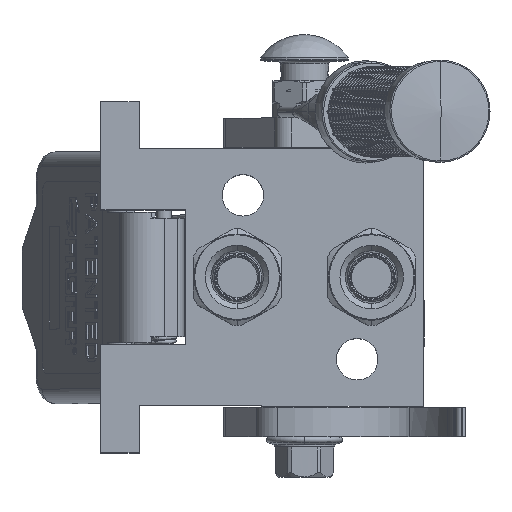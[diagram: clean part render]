
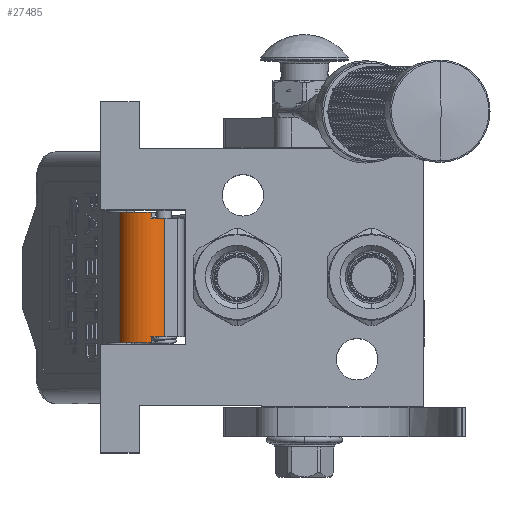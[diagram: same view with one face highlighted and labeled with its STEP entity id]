
A CAD part, top view. The second image highlights one B-rep face of the part: STEP entity #27485.
In plain terms, the highlighted cylindrical face has radius 9.5 mm (diameter 19 mm), a partial arc.
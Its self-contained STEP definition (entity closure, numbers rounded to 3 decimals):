
#624 = CIRCLE ( 'NONE', #148653, 9.5 ) ;
#5488 = CARTESIAN_POINT ( 'NONE',  ( -22.25, 0., -56.881 ) ) ;
#6184 = CARTESIAN_POINT ( 'NONE',  ( -20.25, -1.5, -47.5 ) ) ;
#10648 = DIRECTION ( 'NONE',  ( 0., -1., 0. ) ) ;
#10684 = LINE ( 'NONE', #20390, #149339 ) ;
#14943 = DIRECTION ( 'NONE',  ( 1., 0., 0. ) ) ;
#17183 = CARTESIAN_POINT ( 'NONE',  ( -22.25, -1.5, -47.5 ) ) ;
#18372 = DIRECTION ( 'NONE',  ( 0., 0.158, -0.987 ) ) ;
#18546 = AXIS2_PLACEMENT_3D ( 'NONE', #167058, #14943, #86640 ) ;
#20390 = CARTESIAN_POINT ( 'NONE',  ( -22.25, 0., -56.881 ) ) ;
#22645 = ORIENTED_EDGE ( 'NONE', *, *, #30735, .F. ) ;
#24184 = ORIENTED_EDGE ( 'NONE', *, *, #82227, .T. ) ;
#27317 = CARTESIAN_POINT ( 'NONE',  ( 20.25, -5.154, -56.269 ) ) ;
#27485 = ADVANCED_FACE ( 'NONE', ( #120784 ), #85053, .T. ) ;
#29082 = LINE ( 'NONE', #142271, #62641 ) ;
#29708 = EDGE_LOOP ( 'NONE', ( #22645, #170930, #100093, #71537, #24184, #90331, #78939, #109802 ) ) ;
#30735 = EDGE_CURVE ( 'NONE', #55553, #162738, #150534, .T. ) ;
#35921 = VECTOR ( 'NONE', #137621, 1000. ) ;
#37664 = AXIS2_PLACEMENT_3D ( 'NONE', #103514, #117004, #10648 ) ;
#38898 = VERTEX_POINT ( 'NONE', #126688 ) ;
#40489 = CIRCLE ( 'NONE', #162476, 9.5 ) ;
#44389 = VECTOR ( 'NONE', #97572, 1000. ) ;
#46648 = DIRECTION ( 'NONE',  ( 1., 0., 0. ) ) ;
#48639 = LINE ( 'NONE', #71091, #44389 ) ;
#51888 = EDGE_CURVE ( 'NONE', #97849, #116222, #48639, .T. ) ;
#55553 = VERTEX_POINT ( 'NONE', #98359 ) ;
#58560 = DIRECTION ( 'NONE',  ( 1., 0., 0. ) ) ;
#59366 = CARTESIAN_POINT ( 'NONE',  ( 22.25, 8., -47.5 ) ) ;
#62641 = VECTOR ( 'NONE', #92933, 1000. ) ;
#66369 = CARTESIAN_POINT ( 'NONE',  ( 20.25, -1.5, -47.5 ) ) ;
#68730 = EDGE_CURVE ( 'NONE', #55553, #137050, #112301, .T. ) ;
#70020 = EDGE_CURVE ( 'NONE', #173721, #38898, #624, .T. ) ;
#71091 = CARTESIAN_POINT ( 'NONE',  ( 20.25, 0., -56.881 ) ) ;
#71537 = ORIENTED_EDGE ( 'NONE', *, *, #70020, .T. ) ;
#78939 = ORIENTED_EDGE ( 'NONE', *, *, #51888, .F. ) ;
#81582 = CARTESIAN_POINT ( 'NONE',  ( -20.25, 0., -56.881 ) ) ;
#82227 = EDGE_CURVE ( 'NONE', #38898, #107534, #29082, .T. ) ;
#85053 = CYLINDRICAL_SURFACE ( 'NONE', #37664, 9.5 ) ;
#86640 = DIRECTION ( 'NONE',  ( 0., 0.158, -0.987 ) ) ;
#87428 = CARTESIAN_POINT ( 'NONE',  ( 22.25, 0., -56.881 ) ) ;
#88235 = EDGE_CURVE ( 'NONE', #162738, #97849, #40489, .T. ) ;
#90331 = ORIENTED_EDGE ( 'NONE', *, *, #102360, .F. ) ;
#92933 = DIRECTION ( 'NONE',  ( 1., 0., 0. ) ) ;
#93941 = CIRCLE ( 'NONE', #18546, 9.5 ) ;
#97572 = DIRECTION ( 'NONE',  ( 1., 0., 0. ) ) ;
#97849 = VERTEX_POINT ( 'NONE', #163899 ) ;
#98359 = CARTESIAN_POINT ( 'NONE',  ( -20.25, -5.154, -56.269 ) ) ;
#100093 = ORIENTED_EDGE ( 'NONE', *, *, #130981, .F. ) ;
#102360 = EDGE_CURVE ( 'NONE', #116222, #107534, #93941, .T. ) ;
#102405 = AXIS2_PLACEMENT_3D ( 'NONE', #6184, #46648, #140630 ) ;
#103514 = CARTESIAN_POINT ( 'NONE',  ( -22.25, -1.5, -47.5 ) ) ;
#107534 = VERTEX_POINT ( 'NONE', #59366 ) ;
#109802 = ORIENTED_EDGE ( 'NONE', *, *, #88235, .F. ) ;
#112301 = CIRCLE ( 'NONE', #102405, 9.5 ) ;
#116222 = VERTEX_POINT ( 'NONE', #87428 ) ;
#117004 = DIRECTION ( 'NONE',  ( -1., 0., 0. ) ) ;
#120784 = FACE_OUTER_BOUND ( 'NONE', #29708, .T. ) ;
#125838 = DIRECTION ( 'NONE',  ( 1., 0., 0. ) ) ;
#126688 = CARTESIAN_POINT ( 'NONE',  ( -22.25, 8., -47.5 ) ) ;
#130981 = EDGE_CURVE ( 'NONE', #173721, #137050, #10684, .T. ) ;
#134707 = CARTESIAN_POINT ( 'NONE',  ( -20.25, -5.154, -56.269 ) ) ;
#136886 = DIRECTION ( 'NONE',  ( 0., -0.385, -0.923 ) ) ;
#137050 = VERTEX_POINT ( 'NONE', #81582 ) ;
#137621 = DIRECTION ( 'NONE',  ( 1., 0., 0. ) ) ;
#140630 = DIRECTION ( 'NONE',  ( 0., -0.385, -0.923 ) ) ;
#142271 = CARTESIAN_POINT ( 'NONE',  ( -22.25, 8., -47.5 ) ) ;
#146817 = DIRECTION ( 'NONE',  ( 1., 0., 0. ) ) ;
#148653 = AXIS2_PLACEMENT_3D ( 'NONE', #17183, #125838, #18372 ) ;
#149339 = VECTOR ( 'NONE', #58560, 1000. ) ;
#150534 = LINE ( 'NONE', #134707, #35921 ) ;
#162476 = AXIS2_PLACEMENT_3D ( 'NONE', #66369, #146817, #136886 ) ;
#162738 = VERTEX_POINT ( 'NONE', #27317 ) ;
#163899 = CARTESIAN_POINT ( 'NONE',  ( 20.25, 0., -56.881 ) ) ;
#167058 = CARTESIAN_POINT ( 'NONE',  ( 22.25, -1.5, -47.5 ) ) ;
#170930 = ORIENTED_EDGE ( 'NONE', *, *, #68730, .T. ) ;
#173721 = VERTEX_POINT ( 'NONE', #5488 ) ;
